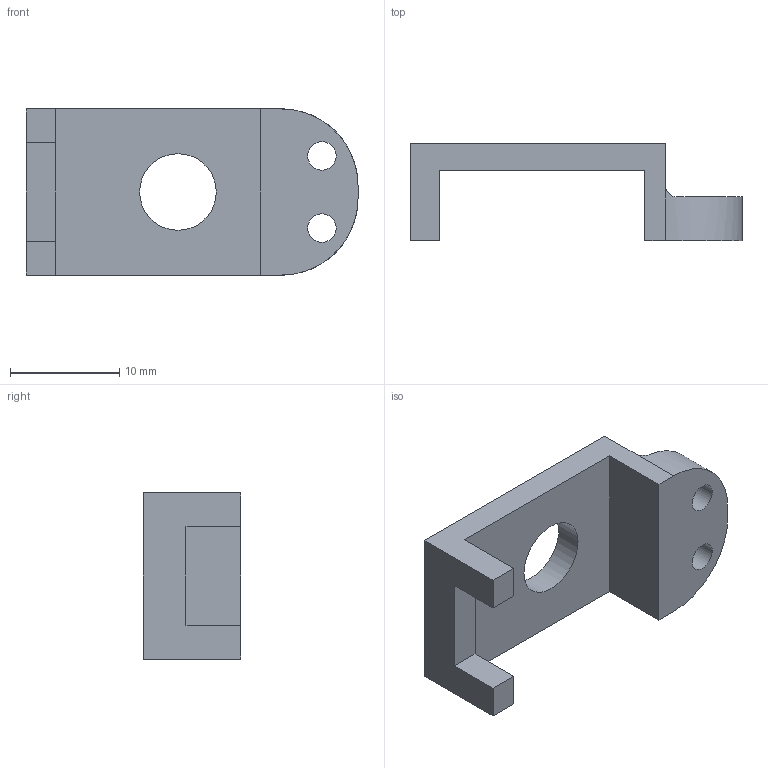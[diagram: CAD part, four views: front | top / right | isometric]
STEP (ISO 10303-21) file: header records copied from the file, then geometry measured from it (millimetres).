
FILE_DESCRIPTION(/* description */ (''),/* implementation_level */ '2;1');
FILE_NAME(/* name */ 'BracePotHolderV2.ipt.stp',/* time_stamp */ '2021-06-20T10:01:32-05:00',/* author */ ('svale'),/* organization */ (''),/* preprocessor_version */ 'ST-DEVELOPER v18.1',/* originating_system */ 'Autodesk Inventor 2021',/* authorisation */ '');
FILE_SCHEMA (('AUTOMOTIVE_DESIGN { 1 0 10303 214 3 1 1 }'));
Length unit declared in the file: millimetre
Products named in the file (1): BracePotHolderV2
Bounding box: 30.37 x 8.9 x 15.2 mm (x, y, z)
Volume: 1418.7 mm3; surface area: 1506.5 mm2
Topology: 1 solids, 1 shells, 22 faces, 61 edges, 41 vertices
Faces by surface type: plane 16, cylinder 6
Full cylindrical faces by diameter (mm): 2.6 x2, 7 x1
Entity records: 773 total; most frequent: CARTESIAN_POINT 143, ORIENTED_EDGE 122, DIRECTION 118, EDGE_CURVE 61, LINE 46, VECTOR 46, VERTEX_POINT 41, AXIS2_PLACEMENT_3D 36
